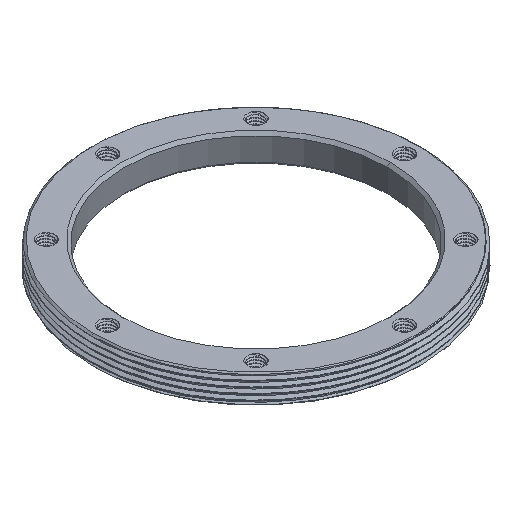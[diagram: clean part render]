
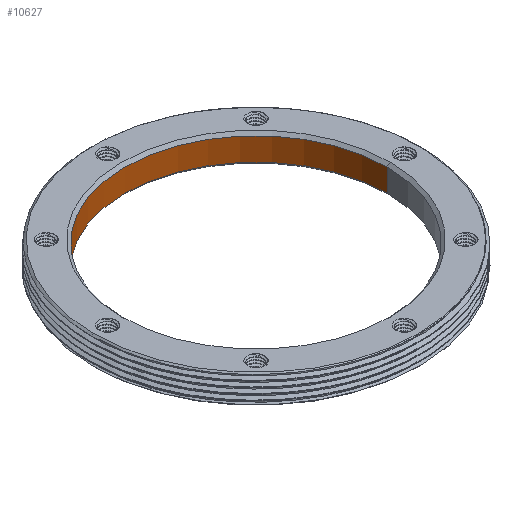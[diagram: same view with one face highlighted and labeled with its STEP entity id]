
A CAD part, isometric view. The second image highlights one B-rep face of the part: STEP entity #10627.
In plain terms, the highlighted cylindrical face has radius 23 mm (diameter 46 mm), a partial arc.
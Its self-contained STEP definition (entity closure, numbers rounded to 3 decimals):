
#484 = DIRECTION ( 'NONE',  ( 0., 0., 1. ) ) ;
#2474 = CIRCLE ( 'NONE', #20065, 23. ) ;
#2494 = DIRECTION ( 'NONE',  ( 0., 0., -1. ) ) ;
#2602 = EDGE_CURVE ( 'NONE', #11447, #12722, #2474, .T. ) ;
#3995 = VERTEX_POINT ( 'NONE', #24416 ) ;
#4079 = CARTESIAN_POINT ( 'NONE',  ( 23., 0., 64.5 ) ) ;
#4738 = EDGE_CURVE ( 'NONE', #20654, #3995, #16499, .T. ) ;
#4858 = AXIS2_PLACEMENT_3D ( 'NONE', #5121, #11045, #14428 ) ;
#4995 = ORIENTED_EDGE ( 'NONE', *, *, #4738, .T. ) ;
#5121 = CARTESIAN_POINT ( 'NONE',  ( 0., 0., 65.25 ) ) ;
#5678 = AXIS2_PLACEMENT_3D ( 'NONE', #23521, #2494, #17767 ) ;
#5909 = CARTESIAN_POINT ( 'NONE',  ( -23., 0., 65.25 ) ) ;
#6762 = CYLINDRICAL_SURFACE ( 'NONE', #4858, 23. ) ;
#8060 = VECTOR ( 'NONE', #17996, 1000. ) ;
#9033 = VECTOR ( 'NONE', #21076, 1000. ) ;
#10365 = LINE ( 'NONE', #21868, #8060 ) ;
#10627 = ADVANCED_FACE ( 'NONE', ( #14670 ), #6762, .F. ) ;
#11045 = DIRECTION ( 'NONE',  ( 0., 0., -1. ) ) ;
#11188 = EDGE_CURVE ( 'NONE', #11447, #3995, #10365, .T. ) ;
#11447 = VERTEX_POINT ( 'NONE', #4079 ) ;
#12722 = VERTEX_POINT ( 'NONE', #13430 ) ;
#13430 = CARTESIAN_POINT ( 'NONE',  ( -23., 0., 64.5 ) ) ;
#13573 = LINE ( 'NONE', #5909, #9033 ) ;
#14428 = DIRECTION ( 'NONE',  ( -1., 0., 0. ) ) ;
#14670 = FACE_OUTER_BOUND ( 'NONE', #15878, .T. ) ;
#14994 = ORIENTED_EDGE ( 'NONE', *, *, #20250, .T. ) ;
#15777 = CARTESIAN_POINT ( 'NONE',  ( -23., 0., 60.5 ) ) ;
#15878 = EDGE_LOOP ( 'NONE', ( #22708, #16536, #14994, #4995 ) ) ;
#16499 = CIRCLE ( 'NONE', #5678, 23. ) ;
#16536 = ORIENTED_EDGE ( 'NONE', *, *, #2602, .T. ) ;
#17535 = DIRECTION ( 'NONE',  ( 1., 0., 0. ) ) ;
#17767 = DIRECTION ( 'NONE',  ( -1., 0., 0. ) ) ;
#17996 = DIRECTION ( 'NONE',  ( 0., 0., -1. ) ) ;
#20065 = AXIS2_PLACEMENT_3D ( 'NONE', #23643, #484, #17535 ) ;
#20250 = EDGE_CURVE ( 'NONE', #12722, #20654, #13573, .T. ) ;
#20654 = VERTEX_POINT ( 'NONE', #15777 ) ;
#21076 = DIRECTION ( 'NONE',  ( 0., 0., -1. ) ) ;
#21868 = CARTESIAN_POINT ( 'NONE',  ( 23., 0., 65.25 ) ) ;
#22708 = ORIENTED_EDGE ( 'NONE', *, *, #11188, .F. ) ;
#23521 = CARTESIAN_POINT ( 'NONE',  ( 0., 0., 60.5 ) ) ;
#23643 = CARTESIAN_POINT ( 'NONE',  ( 0., 0., 64.5 ) ) ;
#24416 = CARTESIAN_POINT ( 'NONE',  ( 23., 0., 60.5 ) ) ;
